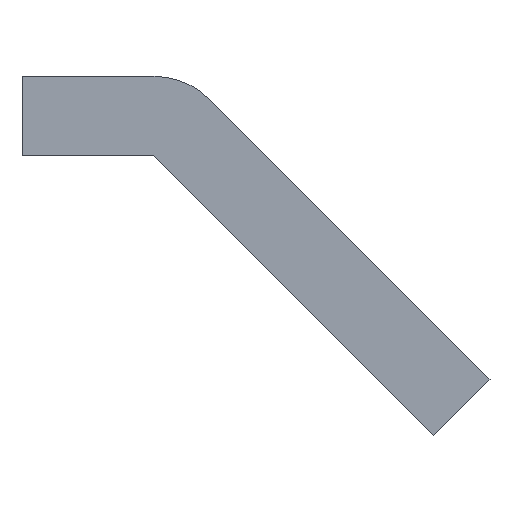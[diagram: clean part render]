
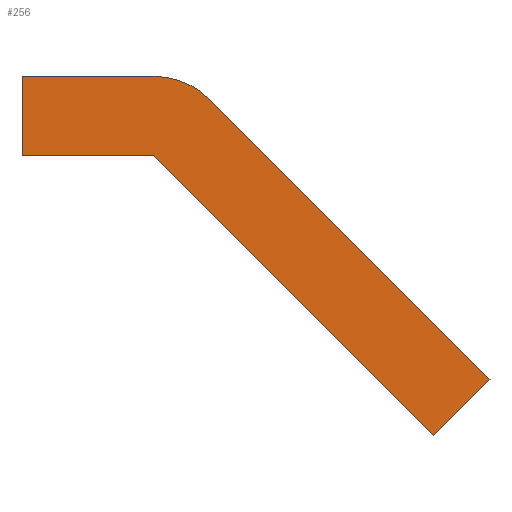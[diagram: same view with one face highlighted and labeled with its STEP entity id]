
A CAD part, front view. The second image highlights one B-rep face of the part: STEP entity #256.
In plain terms, the highlighted planar face has unit normal (0, -1, 0).
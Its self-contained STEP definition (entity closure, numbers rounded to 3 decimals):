
#4 = VERTEX_POINT ( 'NONE', #36 ) ;
#5 = VERTEX_POINT ( 'NONE', #216 ) ;
#15 = LINE ( 'NONE', #160, #200 ) ;
#27 = CARTESIAN_POINT ( 'NONE',  ( 150., -8., 200. ) ) ;
#32 = DIRECTION ( 'NONE',  ( 0.707, 0., -0.707 ) ) ;
#36 = CARTESIAN_POINT ( 'NONE',  ( 256.066, -8., 93.934 ) ) ;
#38 = VECTOR ( 'NONE', #233, 1000. ) ;
#41 = ORIENTED_EDGE ( 'NONE', *, *, #291, .T. ) ;
#47 = EDGE_CURVE ( 'NONE', #5, #254, #15, .T. ) ;
#50 = VECTOR ( 'NONE', #32, 1000. ) ;
#63 = EDGE_CURVE ( 'NONE', #4, #5, #305, .T. ) ;
#74 = CARTESIAN_POINT ( 'NONE',  ( 171.213, -8., 221.213 ) ) ;
#77 = CARTESIAN_POINT ( 'NONE',  ( 0., -8., 0. ) ) ;
#79 = ORIENTED_EDGE ( 'NONE', *, *, #308, .T. ) ;
#96 = CARTESIAN_POINT ( 'NONE',  ( 100., -8., 0. ) ) ;
#97 = DIRECTION ( 'NONE',  ( 0., 0., -1. ) ) ;
#103 = CARTESIAN_POINT ( 'NONE',  ( 0., -8., 230. ) ) ;
#109 = ORIENTED_EDGE ( 'NONE', *, *, #232, .T. ) ;
#115 = ORIENTED_EDGE ( 'NONE', *, *, #63, .T. ) ;
#120 = CARTESIAN_POINT ( 'NONE',  ( 81.066, -8., -81.066 ) ) ;
#127 = ORIENTED_EDGE ( 'NONE', *, *, #47, .T. ) ;
#131 = CARTESIAN_POINT ( 'NONE',  ( 150., -8., 200. ) ) ;
#143 = CARTESIAN_POINT ( 'NONE',  ( 100., -8., 200. ) ) ;
#145 = FACE_OUTER_BOUND ( 'NONE', #162, .T. ) ;
#146 = DIRECTION ( 'NONE',  ( 0., 0., 1. ) ) ;
#147 = AXIS2_PLACEMENT_3D ( 'NONE', #131, #257, #228 ) ;
#150 = CARTESIAN_POINT ( 'NONE',  ( 100., -8., 230. ) ) ;
#157 = CARTESIAN_POINT ( 'NONE',  ( 0., -8., 200. ) ) ;
#160 = CARTESIAN_POINT ( 'NONE',  ( 196.213, -8., 196.213 ) ) ;
#162 = EDGE_LOOP ( 'NONE', ( #316, #109, #41, #79, #115, #127, #209 ) ) ;
#176 = DIRECTION ( 'NONE',  ( 0., 1., 0. ) ) ;
#182 = VERTEX_POINT ( 'NONE', #143 ) ;
#192 = CIRCLE ( 'NONE', #147, 30. ) ;
#195 = DIRECTION ( 'NONE',  ( 0.707, 0., 0.707 ) ) ;
#200 = VECTOR ( 'NONE', #262, 1000. ) ;
#206 = VECTOR ( 'NONE', #310, 1000. ) ;
#209 = ORIENTED_EDGE ( 'NONE', *, *, #274, .F. ) ;
#216 = CARTESIAN_POINT ( 'NONE',  ( 277.279, -8., 115.147 ) ) ;
#221 = PLANE ( 'NONE',  #300 ) ;
#225 = VECTOR ( 'NONE', #195, 1000. ) ;
#228 = DIRECTION ( 'NONE',  ( 0., 0., 1. ) ) ;
#231 = LINE ( 'NONE', #312, #50 ) ;
#232 = EDGE_CURVE ( 'NONE', #266, #182, #326, .T. ) ;
#233 = DIRECTION ( 'NONE',  ( 1., 0., 0. ) ) ;
#254 = VERTEX_POINT ( 'NONE', #74 ) ;
#256 = ADVANCED_FACE ( 'NONE', ( #145 ), #221, .F. ) ;
#257 = DIRECTION ( 'NONE',  ( 0., 1., 0. ) ) ;
#260 = EDGE_CURVE ( 'NONE', #266, #318, #329, .T. ) ;
#262 = DIRECTION ( 'NONE',  ( -0.707, 0., 0.707 ) ) ;
#266 = VERTEX_POINT ( 'NONE', #150 ) ;
#274 = EDGE_CURVE ( 'NONE', #318, #254, #192, .T. ) ;
#283 = VECTOR ( 'NONE', #97, 1000. ) ;
#286 = LINE ( 'NONE', #157, #38 ) ;
#291 = EDGE_CURVE ( 'NONE', #182, #299, #286, .T. ) ;
#299 = VERTEX_POINT ( 'NONE', #27 ) ;
#300 = AXIS2_PLACEMENT_3D ( 'NONE', #77, #176, #146 ) ;
#305 = LINE ( 'NONE', #120, #225 ) ;
#308 = EDGE_CURVE ( 'NONE', #299, #4, #231, .T. ) ;
#310 = DIRECTION ( 'NONE',  ( 1., 0., 0. ) ) ;
#312 = CARTESIAN_POINT ( 'NONE',  ( 175., -8., 175. ) ) ;
#316 = ORIENTED_EDGE ( 'NONE', *, *, #260, .F. ) ;
#318 = VERTEX_POINT ( 'NONE', #335 ) ;
#326 = LINE ( 'NONE', #96, #283 ) ;
#329 = LINE ( 'NONE', #103, #206 ) ;
#335 = CARTESIAN_POINT ( 'NONE',  ( 150., -8., 230. ) ) ;
